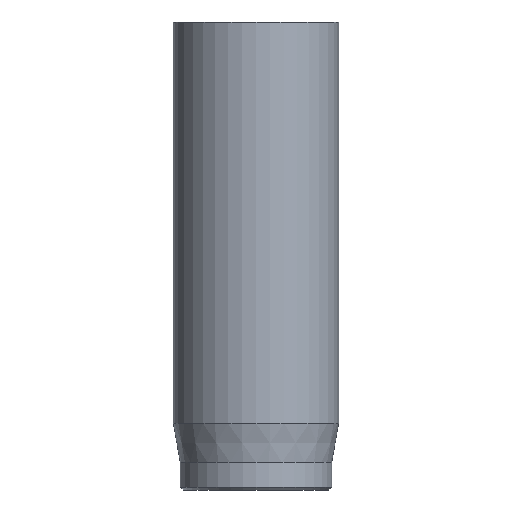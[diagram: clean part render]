
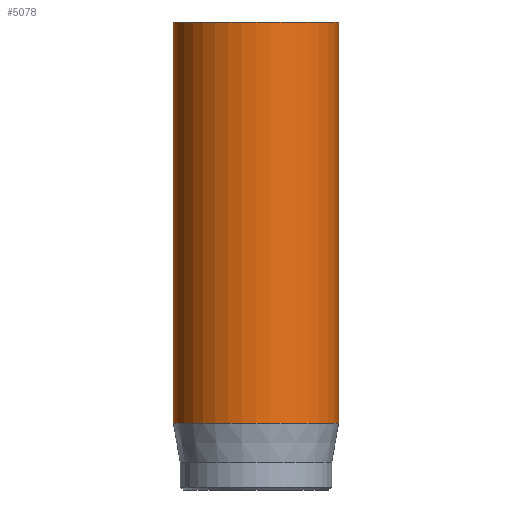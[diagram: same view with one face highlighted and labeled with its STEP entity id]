
A CAD part, front view. The second image highlights one B-rep face of the part: STEP entity #5078.
In plain terms, the highlighted cylindrical face has radius 3 mm (diameter 6 mm), a full revolution.
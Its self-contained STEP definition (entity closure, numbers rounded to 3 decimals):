
#32=CYLINDRICAL_SURFACE('',#5291,3.);
#47=CIRCLE('',#5259,3.);
#63=CIRCLE('',#5289,3.);
#64=CIRCLE('',#5290,3.);
#796=FACE_OUTER_BOUND('',#1091,.T.);
#1091=EDGE_LOOP('',(#4609,#4610,#4611,#4612,#4613));
#1506=LINE('',#9376,#1929);
#1929=VECTOR('',#5983,3.);
#2410=VERTEX_POINT('',#9316);
#2426=VERTEX_POINT('',#9370);
#2427=VERTEX_POINT('',#9371);
#3135=EDGE_CURVE('',#2410,#2410,#47,.T.);
#3159=EDGE_CURVE('',#2426,#2427,#63,.T.);
#3160=EDGE_CURVE('',#2427,#2426,#64,.T.);
#3162=EDGE_CURVE('',#2410,#2426,#1506,.T.);
#4609=ORIENTED_EDGE('',*,*,#3135,.T.);
#4610=ORIENTED_EDGE('',*,*,#3162,.T.);
#4611=ORIENTED_EDGE('',*,*,#3159,.T.);
#4612=ORIENTED_EDGE('',*,*,#3160,.T.);
#4613=ORIENTED_EDGE('',*,*,#3162,.F.);
#5078=ADVANCED_FACE('',(#796),#32,.T.);
#5259=AXIS2_PLACEMENT_3D('',#9317,#5908,#5909);
#5289=AXIS2_PLACEMENT_3D('',#9372,#5976,#5977);
#5290=AXIS2_PLACEMENT_3D('',#9373,#5978,#5979);
#5291=AXIS2_PLACEMENT_3D('',#9375,#5981,#5982);
#5908=DIRECTION('center_axis',(0.,0.,-1.));
#5909=DIRECTION('ref_axis',(-1.,0.,0.));
#5976=DIRECTION('center_axis',(0.,0.,1.));
#5977=DIRECTION('ref_axis',(-1.,0.,0.));
#5978=DIRECTION('center_axis',(0.,0.,1.));
#5979=DIRECTION('ref_axis',(-1.,0.,0.));
#5981=DIRECTION('center_axis',(0.,0.,1.));
#5982=DIRECTION('ref_axis',(-1.,0.,0.));
#5983=DIRECTION('',(0.,0.,-1.));
#9316=CARTESIAN_POINT('',(3.,0.,17.));
#9317=CARTESIAN_POINT('Origin',(0.,0.,17.));
#9370=CARTESIAN_POINT('',(3.,0.,2.418));
#9371=CARTESIAN_POINT('',(-3.,0.,2.418));
#9372=CARTESIAN_POINT('Origin',(0.,0.,2.418));
#9373=CARTESIAN_POINT('Origin',(0.,0.,2.418));
#9375=CARTESIAN_POINT('Origin',(0.,0.,0.));
#9376=CARTESIAN_POINT('',(3.,0.,0.));
